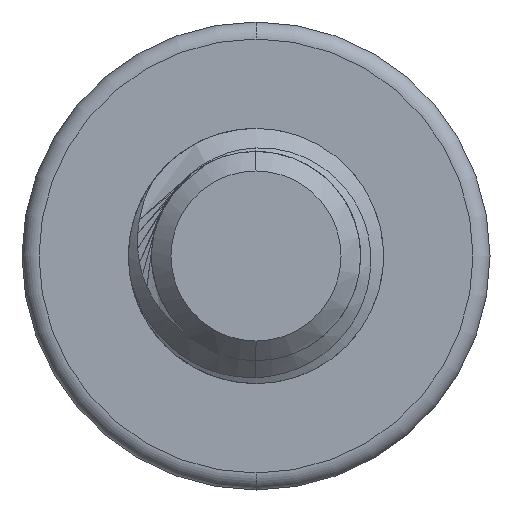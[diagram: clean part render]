
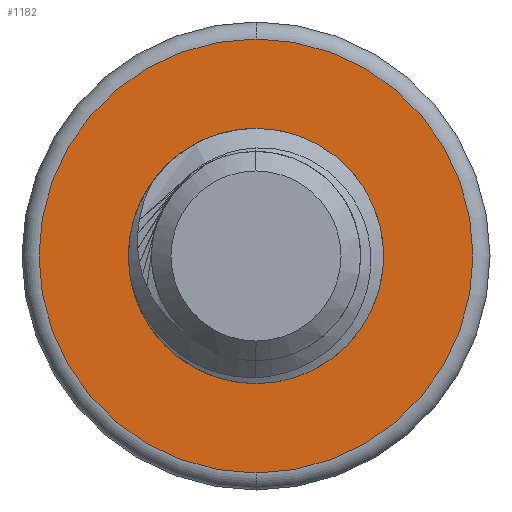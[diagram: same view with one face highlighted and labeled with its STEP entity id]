
A CAD part, front view. The second image highlights one B-rep face of the part: STEP entity #1182.
In plain terms, the highlighted planar face has unit normal (0, -1, 0).
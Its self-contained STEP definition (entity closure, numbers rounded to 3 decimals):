
#526 = DIRECTION ( 'NONE',  ( 0., 0., 1. ) ) ;
#544 = CIRCLE ( 'NONE', #4256, 2.55 ) ;
#1006 = AXIS2_PLACEMENT_3D ( 'NONE', #5848, #8062, #8615 ) ;
#1182 = ADVANCED_FACE ( 'NONE', ( #3844, #6683 ), #6597, .F. ) ;
#1229 = CARTESIAN_POINT ( 'NONE',  ( 0., 80., -1.5 ) ) ;
#1331 = CARTESIAN_POINT ( 'NONE',  ( 0., 80., -2.55 ) ) ;
#1386 = DIRECTION ( 'NONE',  ( 0., -1., 0. ) ) ;
#1800 = CIRCLE ( 'NONE', #8412, 1.5 ) ;
#1913 = DIRECTION ( 'NONE',  ( 0., 0., 1. ) ) ;
#1972 = EDGE_CURVE ( 'NONE', #3206, #7893, #7439, .T. ) ;
#2037 = CARTESIAN_POINT ( 'NONE',  ( 0., 80., 1.5 ) ) ;
#2135 = VERTEX_POINT ( 'NONE', #7069 ) ;
#2712 = CARTESIAN_POINT ( 'NONE',  ( 0., 80., 0. ) ) ;
#2782 = AXIS2_PLACEMENT_3D ( 'NONE', #6555, #8691, #526 ) ;
#2833 = EDGE_LOOP ( 'NONE', ( #4926, #6727 ) ) ;
#3206 = VERTEX_POINT ( 'NONE', #1229 ) ;
#3211 = CARTESIAN_POINT ( 'NONE',  ( 0., 80., 0. ) ) ;
#3370 = DIRECTION ( 'NONE',  ( 0., 0., 1. ) ) ;
#3410 = CIRCLE ( 'NONE', #1006, 2.55 ) ;
#3844 = FACE_OUTER_BOUND ( 'NONE', #2833, .T. ) ;
#3979 = DIRECTION ( 'NONE',  ( 0., 1., 0. ) ) ;
#4054 = EDGE_CURVE ( 'NONE', #2135, #6783, #544, .T. ) ;
#4101 = EDGE_LOOP ( 'NONE', ( #7241, #5100 ) ) ;
#4116 = DIRECTION ( 'NONE',  ( 0., 0., 1. ) ) ;
#4256 = AXIS2_PLACEMENT_3D ( 'NONE', #2712, #1386, #4116 ) ;
#4393 = EDGE_CURVE ( 'NONE', #7893, #3206, #1800, .T. ) ;
#4685 = DIRECTION ( 'NONE',  ( 0., 1., 0. ) ) ;
#4926 = ORIENTED_EDGE ( 'NONE', *, *, #4054, .T. ) ;
#5100 = ORIENTED_EDGE ( 'NONE', *, *, #4393, .T. ) ;
#5558 = AXIS2_PLACEMENT_3D ( 'NONE', #8132, #4685, #3370 ) ;
#5848 = CARTESIAN_POINT ( 'NONE',  ( 0., 80., 0. ) ) ;
#6555 = CARTESIAN_POINT ( 'NONE',  ( 0., 80., 0. ) ) ;
#6597 = PLANE ( 'NONE',  #2782 ) ;
#6683 = FACE_BOUND ( 'NONE', #4101, .T. ) ;
#6727 = ORIENTED_EDGE ( 'NONE', *, *, #8369, .T. ) ;
#6783 = VERTEX_POINT ( 'NONE', #1331 ) ;
#7069 = CARTESIAN_POINT ( 'NONE',  ( 0., 80., 2.55 ) ) ;
#7241 = ORIENTED_EDGE ( 'NONE', *, *, #1972, .T. ) ;
#7439 = CIRCLE ( 'NONE', #5558, 1.5 ) ;
#7893 = VERTEX_POINT ( 'NONE', #2037 ) ;
#8062 = DIRECTION ( 'NONE',  ( 0., -1., 0. ) ) ;
#8132 = CARTESIAN_POINT ( 'NONE',  ( 0., 80., 0. ) ) ;
#8369 = EDGE_CURVE ( 'NONE', #6783, #2135, #3410, .T. ) ;
#8412 = AXIS2_PLACEMENT_3D ( 'NONE', #3211, #3979, #1913 ) ;
#8615 = DIRECTION ( 'NONE',  ( 0., 0., 1. ) ) ;
#8691 = DIRECTION ( 'NONE',  ( 0., 1., 0. ) ) ;
